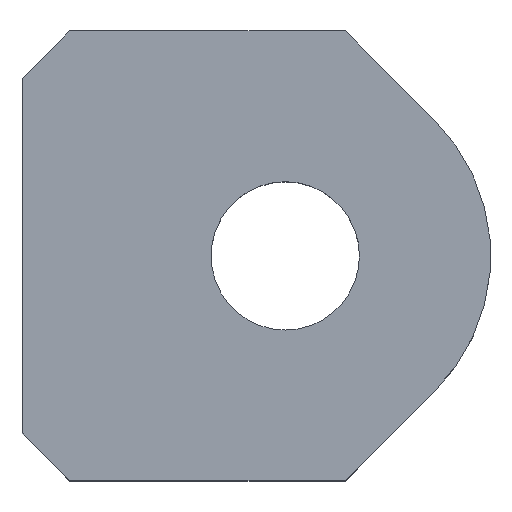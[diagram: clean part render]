
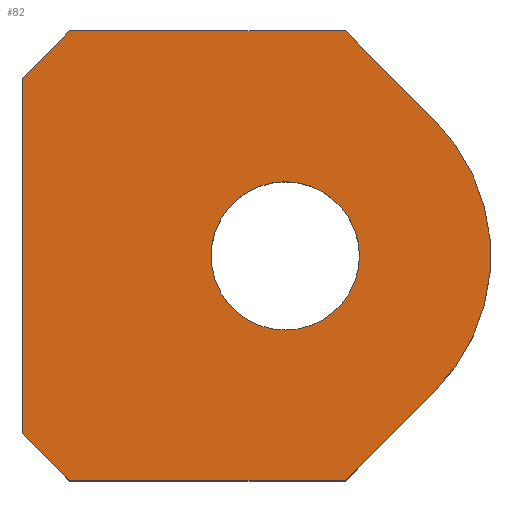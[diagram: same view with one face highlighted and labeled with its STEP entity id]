
A CAD part, top view. The second image highlights one B-rep face of the part: STEP entity #82.
In plain terms, the highlighted planar face has unit normal (0, 0, 1).
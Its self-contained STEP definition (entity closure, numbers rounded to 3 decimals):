
#82=ADVANCED_FACE('',(#101,#102),#103,.T.);
#101=FACE_BOUND('',#126,.T.);
#102=FACE_OUTER_BOUND('',#127,.T.);
#103=PLANE('',#128);
#126=EDGE_LOOP('',(#186));
#127=EDGE_LOOP('',(#187,#188,#189,#190,#191,#192,#193,#194));
#128=AXIS2_PLACEMENT_3D('',#195,#196,#197);
#186=ORIENTED_EDGE('',*,*,#244,.F.);
#187=ORIENTED_EDGE('',*,*,#243,.T.);
#188=ORIENTED_EDGE('',*,*,#245,.T.);
#189=ORIENTED_EDGE('',*,*,#234,.T.);
#190=ORIENTED_EDGE('',*,*,#231,.T.);
#191=ORIENTED_EDGE('',*,*,#225,.T.);
#192=ORIENTED_EDGE('',*,*,#228,.T.);
#193=ORIENTED_EDGE('',*,*,#237,.T.);
#194=ORIENTED_EDGE('',*,*,#240,.T.);
#195=CARTESIAN_POINT('',(115.863,94.0,60.0));
#196=DIRECTION('',(0.0,0.0,1.0));
#197=DIRECTION('',(1.0,0.0,0.0));
#225=EDGE_CURVE('',#248,#253,#255,.T.);
#228=EDGE_CURVE('',#253,#258,#260,.T.);
#231=EDGE_CURVE('',#261,#248,#265,.T.);
#234=EDGE_CURVE('',#266,#261,#270,.T.);
#237=EDGE_CURVE('',#258,#273,#275,.F.);
#240=EDGE_CURVE('',#273,#278,#280,.T.);
#243=EDGE_CURVE('',#278,#283,#285,.F.);
#244=EDGE_CURVE('',#286,#286,#287,.T.);
#245=EDGE_CURVE('',#283,#266,#288,.T.);
#248=VERTEX_POINT('',#292);
#253=VERTEX_POINT('',#298);
#255=CIRCLE('',#301,80.0);
#258=VERTEX_POINT('',#305);
#260=LINE('',#308,#309);
#261=VERTEX_POINT('',#310);
#265=LINE('',#316,#317);
#266=VERTEX_POINT('',#318);
#270=LINE('',#324,#325);
#273=VERTEX_POINT('',#329);
#275=LINE('',#332,#333);
#278=VERTEX_POINT('',#337);
#280=LINE('',#340,#341);
#283=VERTEX_POINT('',#345);
#285=LINE('',#348,#349);
#286=VERTEX_POINT('',#350);
#287=CIRCLE('',#351,31.0);
#288=LINE('',#352,#353);
#292=CARTESIAN_POINT('',(172.431,37.431,60.0));
#298=CARTESIAN_POINT('',(172.431,150.569,60.0));
#301=AXIS2_PLACEMENT_3D('',#363,#364,#365);
#305=CARTESIAN_POINT('',(135.0,188.0,60.0));
#308=CARTESIAN_POINT('',(172.431,150.569,60.0));
#309=VECTOR('',#368,1.0);
#310=CARTESIAN_POINT('',(135.0,0.0,60.0));
#316=CARTESIAN_POINT('',(135.0,0.,60.0));
#317=VECTOR('',#371,1.0);
#318=CARTESIAN_POINT('',(20.0,0.0,60.0));
#324=CARTESIAN_POINT('',(115.863,0.0,60.0));
#325=VECTOR('',#374,1.0);
#329=CARTESIAN_POINT('',(20.0,188.0,60.0));
#332=CARTESIAN_POINT('',(115.863,188.0,60.0));
#333=VECTOR('',#377,1.0);
#337=CARTESIAN_POINT('',(0.0,168.0,60.0));
#340=CARTESIAN_POINT('',(20.0,188.0,60.0));
#341=VECTOR('',#380,1.0);
#345=CARTESIAN_POINT('',(0.0,20.0,60.0));
#348=CARTESIAN_POINT('',(0.0,94.0,60.0));
#349=VECTOR('',#383,1.0);
#350=CARTESIAN_POINT('',(141.0,94.0,60.0));
#351=AXIS2_PLACEMENT_3D('',#384,#385,#386);
#352=CARTESIAN_POINT('',(0.0,20.0,60.0));
#353=VECTOR('',#387,1.0);
#363=CARTESIAN_POINT('',(115.863,94.0,60.0));
#364=DIRECTION('',(0.0,0.0,1.0));
#365=DIRECTION('',(1.0,0.0,0.0));
#368=DIRECTION('',(-0.707,0.707,0.0));
#371=DIRECTION('',(0.707,0.707,0.0));
#374=DIRECTION('',(1.0,0.0,0.0));
#377=DIRECTION('',(1.0,0.0,0.0));
#380=DIRECTION('',(-0.707,-0.707,0.0));
#383=DIRECTION('',(0.0,1.0,0.0));
#384=CARTESIAN_POINT('',(110.0,94.0,60.0));
#385=DIRECTION('',(0.0,0.0,1.0));
#386=DIRECTION('',(1.0,0.0,0.0));
#387=DIRECTION('',(0.707,-0.707,0.0));
